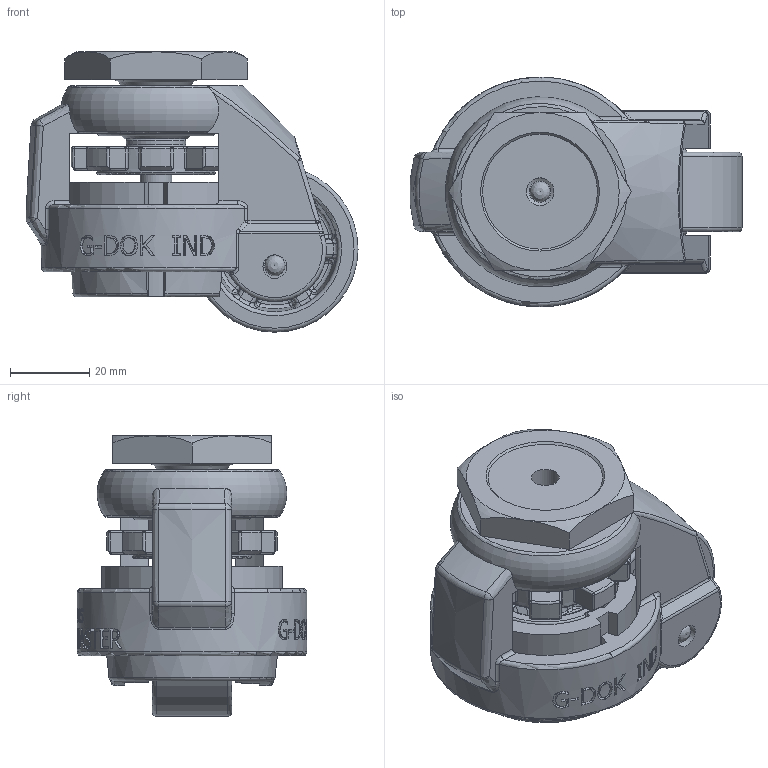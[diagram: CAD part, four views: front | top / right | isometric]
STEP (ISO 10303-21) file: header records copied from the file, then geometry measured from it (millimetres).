
FILE_DESCRIPTION((''),'2;1');
FILE_NAME('GD-40S.stp','2010-12-27T17:14:02',('Administrator'),(''),'Autodesk Inventor 2009','Autodesk Inventor 2009','');
FILE_SCHEMA(('AUTOMOTIVE_DESIGN { 1 0 10303 214 1 1 1 1 }'));
Length unit declared in the file: millimetre
Products named in the file (1): GD-40S
Bounding box: 83.83 x 58 x 70.8 mm (x, y, z)
Volume: 119597.9 mm3; surface area: 47997 mm2
Topology: 6 solids, 6 shells, 1261 faces, 3366 edges, 2134 vertices
Faces by surface type: bspline 461, plane 362, cylinder 277, torus 89, cone 44, sphere 28
Full cylindrical faces by diameter (mm): 2.6 x3, 5 x1, 5.4 x2, 6 x2, 7 x2, 7.1 x1, 8 x2, 15 x1, 17.8 x1, 18 x1, 22 x1, 23.5 x1, 30 x2, 32 x1, 42 x1
Entity records: 97080 total; most frequent: CARTESIAN_POINT 68042, ORIENTED_EDGE 6516, DIRECTION 5433, EDGE_CURVE 3258, AXIS2_PLACEMENT_3D 2187, VERTEX_POINT 2107, EDGE_LOOP 1385, CIRCLE 1332
